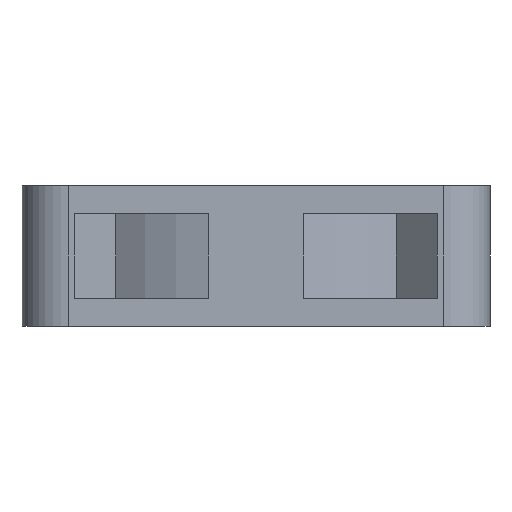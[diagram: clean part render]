
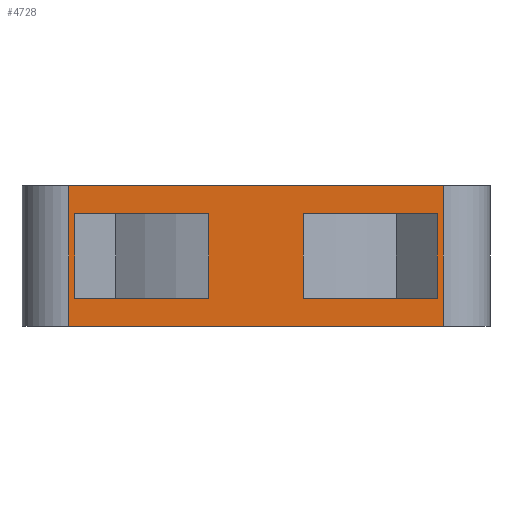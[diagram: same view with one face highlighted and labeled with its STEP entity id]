
A CAD part, left-side view. The second image highlights one B-rep face of the part: STEP entity #4728.
In plain terms, the highlighted planar face has unit normal (-1, 0, 0).
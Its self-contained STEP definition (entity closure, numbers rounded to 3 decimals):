
#78=DIRECTION('',(0.,0.,1.));
#79=VECTOR('',#78,9.);
#80=CARTESIAN_POINT('',(-25.,19.343,3.));
#81=LINE('',#80,#79);
#82=DIRECTION('',(0.,0.,1.));
#83=VECTOR('',#82,15.);
#84=CARTESIAN_POINT('',(-25.,20.,0.));
#85=LINE('',#84,#83);
#86=DIRECTION('',(0.,-1.,0.));
#87=VECTOR('',#86,40.);
#88=CARTESIAN_POINT('',(-25.,20.,15.));
#89=LINE('',#88,#87);
#90=DIRECTION('',(0.,0.,-1.));
#91=VECTOR('',#90,15.);
#92=CARTESIAN_POINT('',(-25.,-20.,15.));
#93=LINE('',#92,#91);
#94=DIRECTION('',(0.,1.,0.));
#95=VECTOR('',#94,40.);
#96=CARTESIAN_POINT('',(-25.,-20.,0.));
#97=LINE('',#96,#95);
#98=DIRECTION('',(0.,1.,0.));
#99=VECTOR('',#98,14.318);
#100=CARTESIAN_POINT('',(-25.,-19.343,3.));
#101=LINE('',#100,#99);
#129=DIRECTION('',(0.,1.,0.));
#130=VECTOR('',#129,14.318);
#131=CARTESIAN_POINT('',(-25.,5.025,3.));
#132=LINE('',#131,#130);
#202=DIRECTION('',(0.,0.,1.));
#203=VECTOR('',#202,9.);
#204=CARTESIAN_POINT('',(-25.,-5.025,3.));
#205=LINE('',#204,#203);
#256=DIRECTION('',(0.,0.,-1.));
#257=VECTOR('',#256,9.);
#258=CARTESIAN_POINT('',(-25.,5.025,12.));
#259=LINE('',#258,#257);
#338=DIRECTION('',(0.,-1.,0.));
#339=VECTOR('',#338,14.318);
#340=CARTESIAN_POINT('',(-25.,-5.025,12.));
#341=LINE('',#340,#339);
#386=DIRECTION('',(0.,-1.,0.));
#387=VECTOR('',#386,14.318);
#388=CARTESIAN_POINT('',(-25.,19.343,12.));
#389=LINE('',#388,#387);
#433=DIRECTION('',(0.,0.,1.));
#434=VECTOR('',#433,9.);
#435=CARTESIAN_POINT('',(-25.,-19.343,3.));
#436=LINE('',#435,#434);
#4028=CARTESIAN_POINT('',(-25.,-20.,0.));
#4030=VERTEX_POINT('',#4028);
#4031=CARTESIAN_POINT('',(-25.,20.,0.));
#4033=VERTEX_POINT('',#4031);
#4052=CARTESIAN_POINT('',(-25.,20.,15.));
#4054=VERTEX_POINT('',#4052);
#4055=CARTESIAN_POINT('',(-25.,-20.,15.));
#4057=VERTEX_POINT('',#4055);
#4444=CARTESIAN_POINT('',(-25.,-19.343,3.));
#4446=VERTEX_POINT('',#4444);
#4469=CARTESIAN_POINT('',(-25.,19.343,3.));
#4471=VERTEX_POINT('',#4469);
#4480=CARTESIAN_POINT('',(-25.,-5.025,3.));
#4481=VERTEX_POINT('',#4480);
#4482=CARTESIAN_POINT('',(-25.,5.025,3.));
#4483=VERTEX_POINT('',#4482);
#4486=CARTESIAN_POINT('',(-25.,-19.343,12.));
#4488=VERTEX_POINT('',#4486);
#4494=CARTESIAN_POINT('',(-25.,-5.025,12.));
#4495=VERTEX_POINT('',#4494);
#4521=CARTESIAN_POINT('',(-25.,19.343,12.));
#4523=VERTEX_POINT('',#4521);
#4526=CARTESIAN_POINT('',(-25.,5.025,12.));
#4527=VERTEX_POINT('',#4526);
#4695=CARTESIAN_POINT('',(-25.,15.,0.));
#4696=DIRECTION('',(1.,0.,0.));
#4697=DIRECTION('',(0.,-1.,0.));
#4698=AXIS2_PLACEMENT_3D('',#4695,#4696,#4697);
#4699=PLANE('',#4698);
#4701=ORIENTED_EDGE('',*,*,#4700,.T.);
#4703=ORIENTED_EDGE('',*,*,#4702,.T.);
#4704=ORIENTED_EDGE('',*,*,#4685,.T.);
#4705=ORIENTED_EDGE('',*,*,#4633,.T.);
#4706=EDGE_LOOP('',(#4701,#4703,#4704,#4705));
#4707=FACE_OUTER_BOUND('',#4706,.F.);
#4709=ORIENTED_EDGE('',*,*,#4708,.F.);
#4711=ORIENTED_EDGE('',*,*,#4710,.F.);
#4713=ORIENTED_EDGE('',*,*,#4712,.T.);
#4715=ORIENTED_EDGE('',*,*,#4714,.F.);
#4716=EDGE_LOOP('',(#4709,#4711,#4713,#4715));
#4717=FACE_BOUND('',#4716,.F.);
#4719=ORIENTED_EDGE('',*,*,#4718,.F.);
#4721=ORIENTED_EDGE('',*,*,#4720,.F.);
#4723=ORIENTED_EDGE('',*,*,#4722,.F.);
#4725=ORIENTED_EDGE('',*,*,#4724,.F.);
#4726=EDGE_LOOP('',(#4719,#4721,#4723,#4725));
#4727=FACE_BOUND('',#4726,.F.);
#4633=EDGE_CURVE('',#4030,#4033,#97,.T.);
#4685=EDGE_CURVE('',#4057,#4030,#93,.T.);
#4700=EDGE_CURVE('',#4033,#4054,#85,.T.);
#4702=EDGE_CURVE('',#4054,#4057,#89,.T.);
#4708=EDGE_CURVE('',#4481,#4495,#205,.T.);
#4710=EDGE_CURVE('',#4446,#4481,#101,.T.);
#4712=EDGE_CURVE('',#4446,#4488,#436,.T.);
#4714=EDGE_CURVE('',#4495,#4488,#341,.T.);
#4718=EDGE_CURVE('',#4483,#4471,#132,.T.);
#4720=EDGE_CURVE('',#4527,#4483,#259,.T.);
#4722=EDGE_CURVE('',#4523,#4527,#389,.T.);
#4724=EDGE_CURVE('',#4471,#4523,#81,.T.);
#4728=ADVANCED_FACE('',(#4707,#4717,#4727),#4699,.F.);
